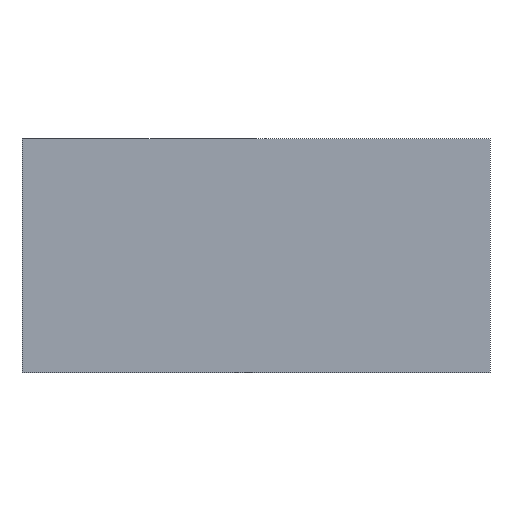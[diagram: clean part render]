
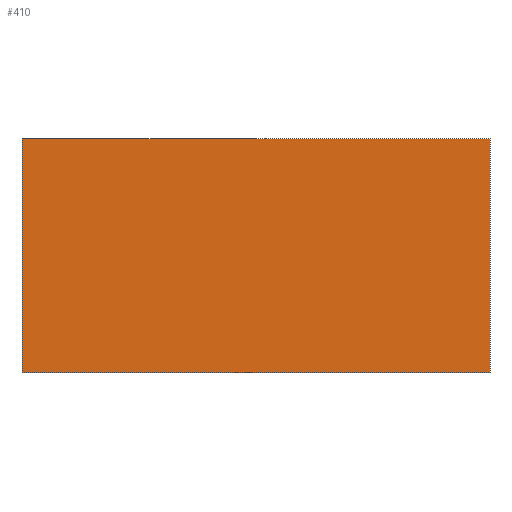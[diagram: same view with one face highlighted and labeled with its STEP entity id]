
A CAD part, front view. The second image highlights one B-rep face of the part: STEP entity #410.
In plain terms, the highlighted planar face has unit normal (0, -1, 0).
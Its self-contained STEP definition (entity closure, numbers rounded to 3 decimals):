
#10 = VERTEX_POINT ( 'NONE', #34 ) ;
#17 = VERTEX_POINT ( 'NONE', #41 ) ;
#21 = VERTEX_POINT ( 'NONE', #46 ) ;
#24 = VERTEX_POINT ( 'NONE', #49 ) ;
#34 = CARTESIAN_POINT ( 'NONE',  ( -50., 0., 25. ) ) ;
#41 = CARTESIAN_POINT ( 'NONE',  ( -50., 0., -25. ) ) ;
#46 = CARTESIAN_POINT ( 'NONE',  ( 50., 0., 25. ) ) ;
#49 = CARTESIAN_POINT ( 'NONE',  ( 50., 0., -25. ) ) ;
#62 = EDGE_CURVE ( 'NONE', #24, #17, #484, .T. ) ;
#63 = EDGE_CURVE ( 'NONE', #21, #24, #476, .T. ) ;
#64 = EDGE_CURVE ( 'NONE', #17, #10, #480, .T. ) ;
#65 = EDGE_CURVE ( 'NONE', #10, #21, #474, .T. ) ;
#91 = EDGE_LOOP ( 'NONE', ( #431, #459, #433, #468 ) ) ;
#132 = DIRECTION ( 'NONE',  ( 0., 0., 1. ) ) ;
#173 = CARTESIAN_POINT ( 'NONE',  ( -50., 0., -25. ) ) ;
#203 = CARTESIAN_POINT ( 'NONE',  ( -50., 0., 25. ) ) ;
#207 = DIRECTION ( 'NONE',  ( 0., 0., -1. ) ) ;
#226 = CARTESIAN_POINT ( 'NONE',  ( 50., 0., -25. ) ) ;
#235 = DIRECTION ( 'NONE',  ( 1., 0., 0. ) ) ;
#236 = CARTESIAN_POINT ( 'NONE',  ( -50., 0., 25. ) ) ;
#241 = CARTESIAN_POINT ( 'NONE',  ( -50., 0., -25. ) ) ;
#244 = DIRECTION ( 'NONE',  ( 0., 1., 0. ) ) ;
#245 = DIRECTION ( 'NONE',  ( -1., 0., 0. ) ) ;
#283 = PLANE ( 'NONE',  #357 ) ;
#300 = DIRECTION ( 'NONE',  ( 0., 0., 1. ) ) ;
#357 = AXIS2_PLACEMENT_3D ( 'NONE', #236, #244, #132 ) ;
#410 = ADVANCED_FACE ( 'NONE', ( #557 ), #283, .F. ) ;
#431 = ORIENTED_EDGE ( 'NONE', *, *, #64, .F. ) ;
#433 = ORIENTED_EDGE ( 'NONE', *, *, #63, .F. ) ;
#448 = VECTOR ( 'NONE', #235, 1000. ) ;
#459 = ORIENTED_EDGE ( 'NONE', *, *, #62, .F. ) ;
#468 = ORIENTED_EDGE ( 'NONE', *, *, #65, .F. ) ;
#473 = VECTOR ( 'NONE', #300, 1000. ) ;
#474 = LINE ( 'NONE', #203, #448 ) ;
#475 = VECTOR ( 'NONE', #245, 1000. ) ;
#476 = LINE ( 'NONE', #226, #477 ) ;
#477 = VECTOR ( 'NONE', #207, 1000. ) ;
#480 = LINE ( 'NONE', #173, #473 ) ;
#484 = LINE ( 'NONE', #241, #475 ) ;
#557 = FACE_OUTER_BOUND ( 'NONE', #91, .T. ) ;
